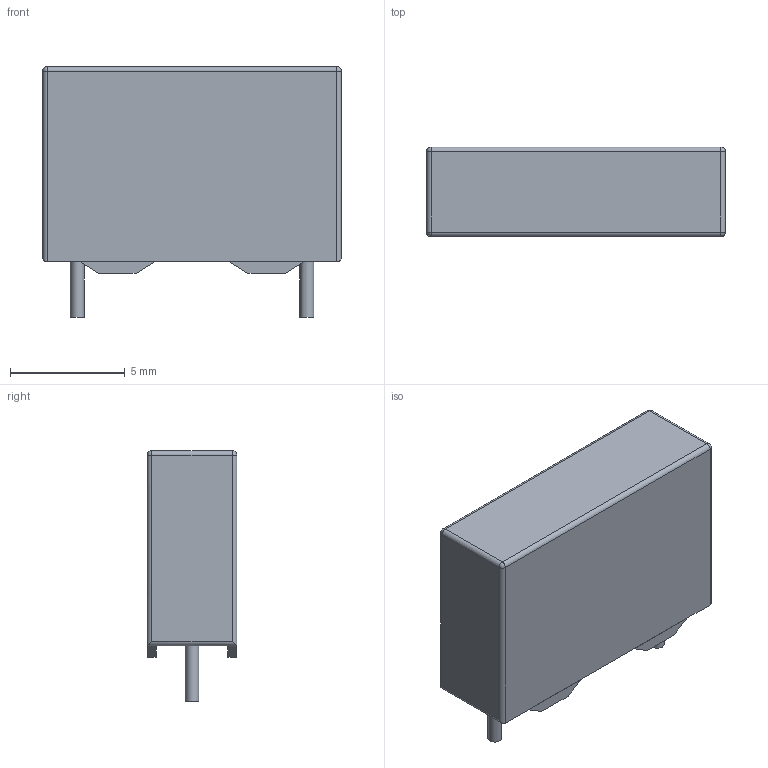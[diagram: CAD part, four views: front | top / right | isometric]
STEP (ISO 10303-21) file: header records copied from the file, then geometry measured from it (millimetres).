
FILE_DESCRIPTION(/* description */ ('','CAx-IF Rec.Pracs.---Representation and Presentation of Product Manufacturing Information (PMI)---4.0---2014-10-13'),/* implementation_level */ '2;1');
FILE_NAME(/* name */ 'Cap_X-13x4.step',/* time_stamp */ '2025-01-27T17:09:31+06:00',/* author */ (''),/* organization */ (''),/* preprocessor_version */ 'ST-DEVELOPER v20',/* originating_system */ 'Autodesk Translation Framework v13.20.0.188',/* authorisation */ '');
FILE_SCHEMA (('AP242_MANAGED_MODEL_BASED_3D_ENGINEERING_MIM_LF { 1 0 10303 442 1 1 4 }'));
Length unit declared in the file: millimetre
Products named in the file (2): (Unsaved); Model
Assembly tree (1 placements, depth 2):
  (Unsaved)
    Model
Bounding box: 13 x 3.9 x 10.92 mm (x, y, z)
Volume: 433.6 mm3; surface area: 412.9 mm2
Topology: 7 solids, 7 shells, 50 faces, 92 edges, 56 vertices
Faces by surface type: plane 34, cylinder 12, sphere 4
Full cylindrical faces by diameter (mm): 0.6 x2
Entity records: 1269 total; most frequent: DIRECTION 218, CARTESIAN_POINT 201, ORIENTED_EDGE 184, EDGE_CURVE 92, AXIS2_PLACEMENT_3D 73, LINE 72, VECTOR 72, VERTEX_POINT 56
